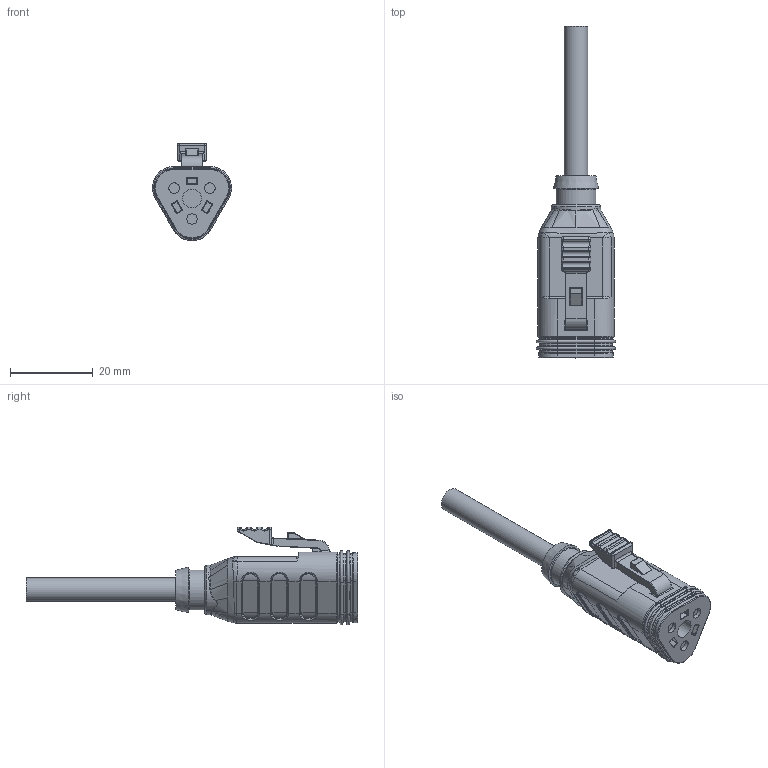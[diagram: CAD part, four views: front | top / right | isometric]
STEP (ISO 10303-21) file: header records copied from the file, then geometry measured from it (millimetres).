
FILE_DESCRIPTION(/* description */ (''),/* implementation_level */ '2;1');
FILE_NAME(/* name */ '1-V0012182___5037553__MA-DT06-3SP1-2-S370__Anschlussleitung_assy_23-06-2023_stp_stp_stp.stp',/* time_stamp */ '2023-06-26T07:24:00+02:00',/* author */ ('ESCHA GmbH & Co. KG'),/* organization */ ('ESCHA GmbH & Co. KG'),/* preprocessor_version */ 'ST-DEVELOPER v16',/* originating_system */ 'SIEMENS PLM Software NX 10.0',/* authorisation */ '');
FILE_SCHEMA (('AUTOMOTIVE_DESIGN { 1 0 10303 214 3 1 1 1 }'));
Length unit declared in the file: millimetre
Products named in the file (1): t.he1F50C469uhl8
Bounding box: 19.16 x 80.25 x 23.64 mm (x, y, z)
Volume: 9241.1 mm3; surface area: 4074.7 mm2
Topology: 1 solids, 5 shells, 526 faces, 1184 edges, 662 vertices
Faces by surface type: cylinder 212, bspline 104, plane 96, torus 84, sphere 28, cone 2
Full cylindrical faces by diameter (mm): 2.56 x3, 4.5 x1, 5.7 x1, 9.6 x1, 12 x1
Entity records: 17880 total; most frequent: CARTESIAN_POINT 6930, DIRECTION 2292, ORIENTED_EDGE 2276, EDGE_CURVE 1138, AXIS2_PLACEMENT_3D 944, VERTEX_POINT 653, EDGE_LOOP 555, ADVANCED_FACE 525
